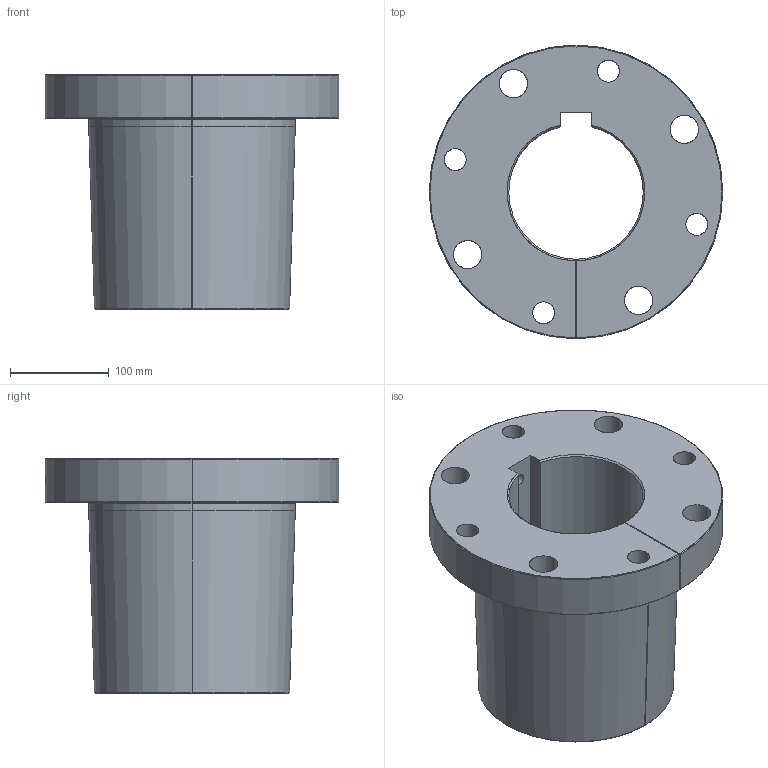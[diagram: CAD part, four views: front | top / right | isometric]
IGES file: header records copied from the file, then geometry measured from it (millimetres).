
Start section: SolidWorks IGES file using analytic representation for surfaces
Global section: file name: QDP_5_307241823126080.igs; native system: SolidWorks 2017; preprocessor: SolidWorks 2017; author: partstream; date: 170724.182322; units: inch
Bounding box: 298.06 x 298.06 x 238.51 mm (x, y, z)
Surface area: 421910.8 mm2 (no closed solid volume)
Topology: 0 solids, 0 shells, 97 faces, 1482 edges, 1482 vertices
Faces by surface type: bspline 50, revolution 47
